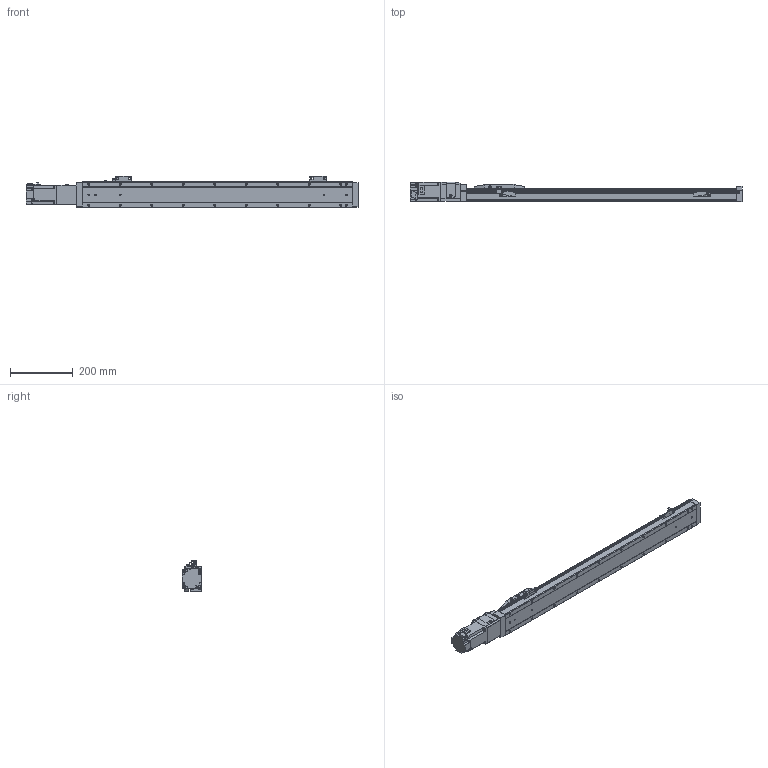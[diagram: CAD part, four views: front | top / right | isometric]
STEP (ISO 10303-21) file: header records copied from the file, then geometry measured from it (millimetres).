
FILE_DESCRIPTION (( 'STEP AP214' ), '1' );
FILE_NAME ('MLU80BC-14XLD-0650-XXXX.STEP', '2025-02-25T19:37:31', ( '' ), ( '' ), 'SwSTEP 2.0', 'SolidWorks 2022', '' );
FILE_SCHEMA (( 'AUTOMOTIVE_DESIGN' ));
Length unit declared in the file: millimetre
Products named in the file (12): MLU80BC-14XLD-0650-XXXX(2); MLU80-650SENSORPLATE; MLU80BC-14XLD-0650-XXXX; MLU80-650FANGTOOTH; MLU80-650-1; MLU80-650-5; MLU80-650-4; MLU80-650MOTOR; MLU80-650-3; MLU80-650CARRAIGE; MLU80-650SENSOR; MLU80-650-2
Assembly tree (13 placements, depth 3):
  MLU80BC-14XLD-0650-XXXX
    MLU80BC-14XLD-0650-XXXX(2)
      MLU80-650-1
      MLU80-650-2
      MLU80-650-3
      MLU80-650MOTOR
      MLU80-650-4
      MLU80-650FANGTOOTH
      MLU80-650CARRAIGE
      MLU80-650-5
      MLU80-650SENSORPLATE  x2
      MLU80-650SENSOR  x2
Bounding box: 1054.3 x 62.5 x 101 mm (x, y, z)
Volume: 3388782 mm3; surface area: 389717.6 mm2
Topology: 12 solids, 12 shells, 1121 faces, 2824 edges, 1846 vertices
Faces by surface type: plane 610, cylinder 401, cone 72, torus 38
Entity records: 30276 total; most frequent: CARTESIAN_POINT 5467, DIRECTION 5216, ORIENTED_EDGE 4928, EDGE_CURVE 2464, AXIS2_PLACEMENT_3D 1799, VECTOR 1618, LINE 1618, VERTEX_POINT 1610
